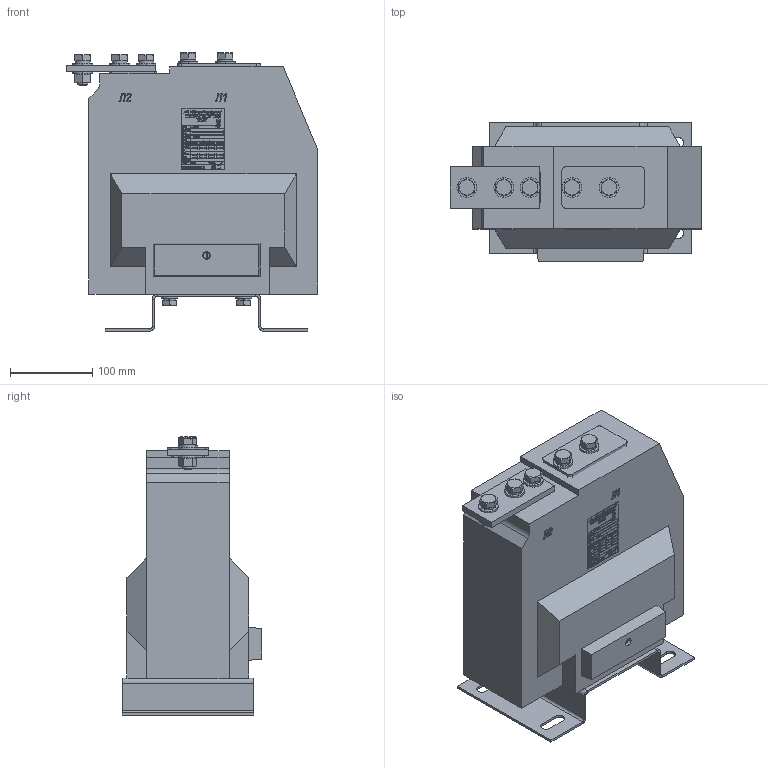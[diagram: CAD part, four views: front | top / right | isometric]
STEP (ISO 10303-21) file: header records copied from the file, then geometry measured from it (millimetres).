
FILE_DESCRIPTION (( 'STEP AP214' ), '1' );
FILE_NAME ('ﾒﾋﾊ-ﾑﾒ-10-ﾒﾂﾊ1 (5ﾀ-400ﾀ).STEP', '2023-06-27T08:54:52', ( '' ), ( '' ), 'SwSTEP 2.0', 'SolidWorks 2014', '' );
FILE_SCHEMA (( 'AUTOMOTIVE_DESIGN' ));
Length unit declared in the file: millimetre
Products named in the file (73): ÂÅÈÓ.754312.182À Òàáëè÷êà òåõíè÷åñêèõ äàííûõ ÒËÊ-ÑÒ__-00; plain washer hardened grade a_din; Çàëèâêà ÒÂÊ1_5À-400À_00 2-å ®¡¬. 5-400€ ¬­®£®¢¨â.; Ãàéêà êë. À ÃÎÑÒ 5927-70; Øàéáà ïðóæ. ÃÎÑÒ 6402-70_10; ﾘ琺矜 DIN 125 ﾀ; ﾘ琺矜 DIN 125 ﾀ_10.01.019; curved spring lock washer_din; ÂÅÈÓ.754312.182À Òàáëè÷êà òåõíè÷åñêèõ äàííûõ ÒËÊ-ÑÒ_; 鍔錓 襞旂 7798-70; Áîëò ÃÎÑÒ 7798-70_10å20 ; Øàéáà ïðóæ. ÃÎÑÒ 6402-70; ÂÅÈÓ.301325.009 Îïîðà (ÒÂÊ1)_00; Âèíò ïîòàé ÃÎÑÒ 17475-80_4å12; hex screw gradec_din; ÂÅÈÓ.735314.004 Êðûøêà çàùèòíàÿ_00; Ãàéêà êë. À ÃÎÑÒ 5927-70_12; ﾂﾅﾈﾓ.685527.015 ﾘ竟濱-00 (5-800); Áîëò ÃÎÑÒ 7798-70_12å30; ﾘ琺矜 DIN 125 ﾀ_12.01.019; Øàéáà ïðóæ. ÃÎÑÒ 6402-70_12; ÂÅÈÓ.758472.007 Ãàéêà; plain washer hardened grade a_din_Washer DIN 125 - A 6.4 - 300HV; hex screw gradec_din_ISO 4018 - M6 x 12-NN; 屡扔.685527.015 罔磬; curved spring lock washer_din_Spring washer DIN 128 - A6; íàêîíå÷êèê-òëì; 屡扔.758472.007 绵殛郷-01; ÂÅÈÓ.757465.025 Íàêîíå÷íèê äëÿ ÒËÌ1.1; ÂÅÈÓ.301325.009 Îïîðà (ÒÂÊ1); Çàëèâêà ÒÂÊ1_5À-400À; ÂÅÈÓ.757465.025 Íàêîíå÷íèê äëÿ ÒËÌ1.1_-01; Âèíò ïîòàé ÃÎÑÒ 17475-80; ﾒﾋﾊ-ﾑﾒ-10-ﾒﾂﾊ1 (5ﾀ-400ﾀ); ÂÅÈÓ.735314.004 Êðûøêà çàùèòíàÿ
Assembly tree (53 placements, depth 2):
  plain washer hardened grade a_din
  Ãàéêà êë. À ÃÎÑÒ 5927-70
  plain washer hardened grade a_din
  ﾘ琺矜 DIN 125 ﾀ
  curved spring lock washer_din
Bounding box: 305.5 x 170 x 338 mm (x, y, z)
Volume: 8962824.4 mm3; surface area: 503814.9 mm2
Topology: 53 solids, 53 shells, 3723 faces, 9648 edges, 6340 vertices
Faces by surface type: plane 2219, bspline 1011, cylinder 298, cone 171, torus 16, sphere 8
Entity records: 183047 total; most frequent: CARTESIAN_POINT 76355, ORIENTED_EDGE 17628, DIRECTION 11900, EDGE_CURVE 8814, LINE 6240, VECTOR 6240, VERTEX_POINT 5837, EDGE_LOOP 3701
